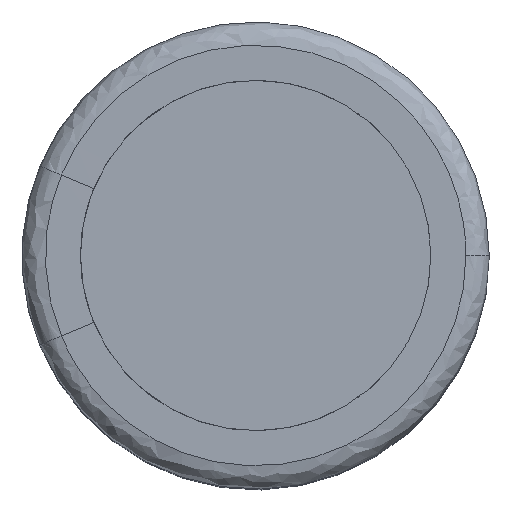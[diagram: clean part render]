
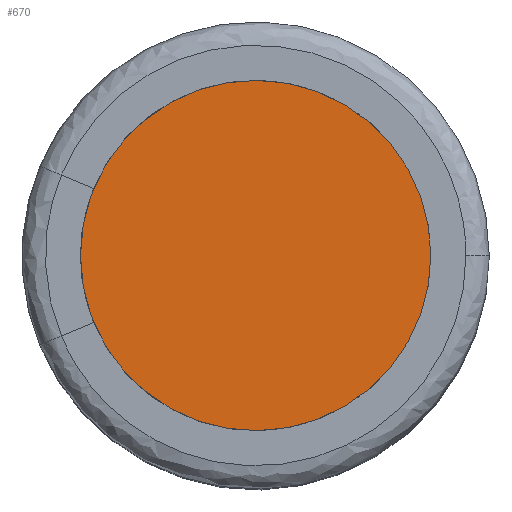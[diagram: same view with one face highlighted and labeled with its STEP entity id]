
A CAD part, top view. The second image highlights one B-rep face of the part: STEP entity #670.
In plain terms, the highlighted planar face has unit normal (0, 0, 1).
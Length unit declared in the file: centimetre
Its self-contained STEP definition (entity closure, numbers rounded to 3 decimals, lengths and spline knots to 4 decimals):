
#42 = VERTEX_POINT ( 'NONE', #610 ) ;
#44 = AXIS2_PLACEMENT_3D ( 'NONE', #102, #1582, #2049 ) ;
#102 = CARTESIAN_POINT ( 'NONE',  ( 0., 0., 1.24 ) ) ;
#289 = CARTESIAN_POINT ( 'NONE',  ( 0., 0., 1.24 ) ) ;
#401 = PLANE ( 'NONE',  #1136 ) ;
#415 = CIRCLE ( 'NONE', #686, 0.375 ) ;
#589 = ORIENTED_EDGE ( 'NONE', *, *, #1027, .T. ) ;
#601 = EDGE_LOOP ( 'NONE', ( #589, #1600 ) ) ;
#610 = CARTESIAN_POINT ( 'NONE',  ( 0.375, 0., 1.24 ) ) ;
#617 = VERTEX_POINT ( 'NONE', #1244 ) ;
#670 = ADVANCED_FACE ( 'NONE', ( #1887 ), #401, .T. ) ;
#686 = AXIS2_PLACEMENT_3D ( 'NONE', #289, #1254, #1107 ) ;
#801 = CARTESIAN_POINT ( 'NONE',  ( 0., 0., 1.24 ) ) ;
#1027 = EDGE_CURVE ( 'NONE', #42, #617, #415, .T. ) ;
#1107 = DIRECTION ( 'NONE',  ( 1., 0., 0. ) ) ;
#1108 = DIRECTION ( 'NONE',  ( 1., 0., 0. ) ) ;
#1136 = AXIS2_PLACEMENT_3D ( 'NONE', #801, #1293, #1108 ) ;
#1244 = CARTESIAN_POINT ( 'NONE',  ( -0.375, 0., 1.24 ) ) ;
#1254 = DIRECTION ( 'NONE',  ( 0., 0., 1. ) ) ;
#1293 = DIRECTION ( 'NONE',  ( 0., 0., 1. ) ) ;
#1397 = EDGE_CURVE ( 'NONE', #617, #42, #1979, .T. ) ;
#1582 = DIRECTION ( 'NONE',  ( 0., 0., 1. ) ) ;
#1600 = ORIENTED_EDGE ( 'NONE', *, *, #1397, .T. ) ;
#1887 = FACE_OUTER_BOUND ( 'NONE', #601, .T. ) ;
#1979 = CIRCLE ( 'NONE', #44, 0.375 ) ;
#2049 = DIRECTION ( 'NONE',  ( 1., 0., 0. ) ) ;
